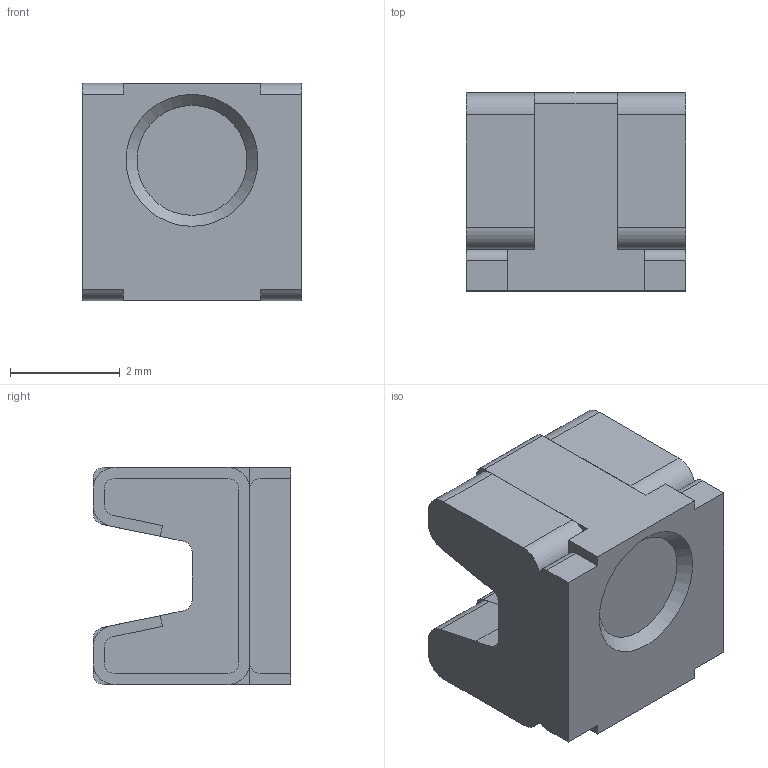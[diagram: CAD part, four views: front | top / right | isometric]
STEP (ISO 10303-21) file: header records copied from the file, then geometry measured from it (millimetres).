
FILE_DESCRIPTION(/* description */ ('STEP AP242','CAx-IF Rec.Pracs.---Representation and Presentation of Product Manufacturing Information (PMI)---4.0---2014-10-13','CAx-IF Rec.Pracs.---3D Tessellated Geometry---0.4---2014-09-14','2;1'),/* implementation_level */ '2;1');
FILE_NAME(/* name */ '687c7c7f8d4f165fe4e8a7f3',/* time_stamp */ '2025-07-20T05:20:00Z',/* author */ (''),/* organization */ (''),/* preprocessor_version */ 'ST-DEVELOPER v20',/* originating_system */ 'ONSHAPE BY PTC INC, 1.201',/* authorisation */ ' ');
FILE_SCHEMA (('AP242_MANAGED_MODEL_BASED_3D_ENGINEERING_MIM_LF { 1 0 10303 442 1 1 4 }'));
Length unit declared in the file: metre
Products named in the file (4): LED4040; lens; body; contact
Assembly tree (4 placements, depth 2):
  LED4040
    lens
    body
    contact  x2
Bounding box: 4 x 3.6 x 3.95 mm (x, y, z)
Volume: 43.9 mm3; surface area: 188.6 mm2
Topology: 4 solids, 4 shells, 130 faces, 362 edges, 241 vertices
Faces by surface type: plane 81, cylinder 48, cone 1
Full cylindrical faces by diameter (mm): 2 x2
Entity records: 3295 total; most frequent: CARTESIAN_POINT 565, DIRECTION 558, ORIENTED_EDGE 550, EDGE_CURVE 275, LINE 202, VECTOR 202, VERTEX_POINT 185, AXIS2_PLACEMENT_3D 178
